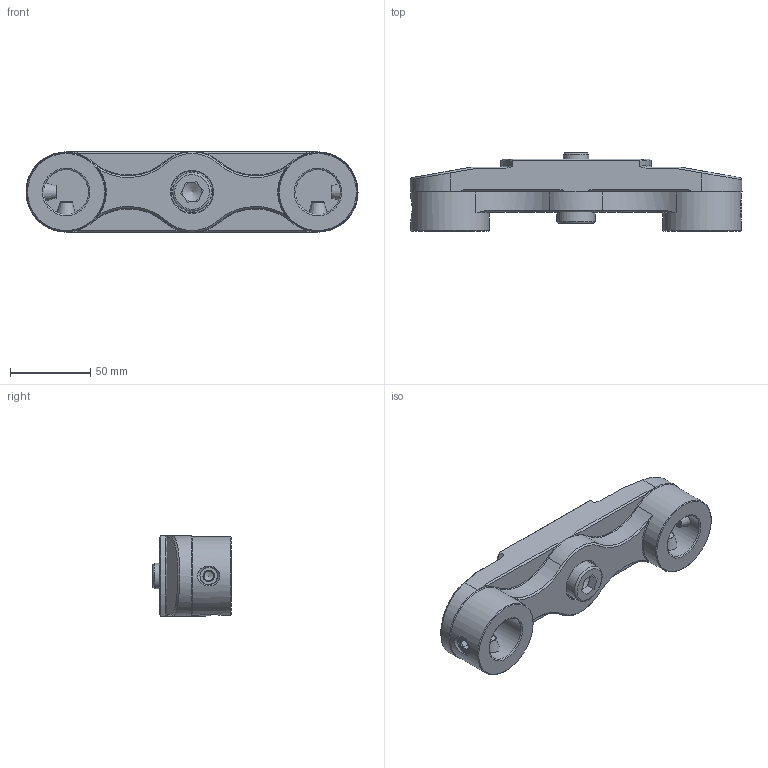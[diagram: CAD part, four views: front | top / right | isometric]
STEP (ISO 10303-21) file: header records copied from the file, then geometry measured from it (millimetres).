
FILE_DESCRIPTION (( 'STEP AP214' ), '1' );
FILE_NAME ('KoU.D32.WH5.207.STEP', '2020-10-05T13:03:24', ( '' ), ( '' ), 'SwSTEP 2.0', 'SolidWorks 2017', '' );
FILE_SCHEMA (( 'AUTOMOTIVE_DESIGN' ));
Length unit declared in the file: millimetre
Products named in the file (4): KoU.D32.WH5.207; DIN 7984 - M16 x 35; WH5-ER1.001.017; KoU-D32.WH5.207_B_KoU-D32.WH4.145
Assembly tree (6 placements, depth 2):
  KoU.D32.WH5.207
    DIN 7984 - M16 x 35
    KoU-D32.WH5.207_B_KoU-D32.WH4.145
    WH5-ER1.001.017  x4
Bounding box: 207 x 49 x 50 mm (x, y, z)
Volume: 239537.5 mm3; surface area: 54527.1 mm2
Topology: 6 solids, 6 shells, 268 faces, 671 edges, 408 vertices
Faces by surface type: plane 121, cone 59, cylinder 49, torus 33, bspline 6
Full cylindrical faces by diameter (mm): 6 x6, 11 x4, 12 x4, 16 x1, 17 x1, 24 x1, 26 x1, 28 x2, 32 x1, 49 x2
Entity records: 8136 total; most frequent: CARTESIAN_POINT 3348, DIRECTION 944, ORIENTED_EDGE 924, EDGE_CURVE 462, AXIS2_PLACEMENT_3D 384, VERTEX_POINT 302, EDGE_LOOP 258, FACE_OUTER_BOUND 228
